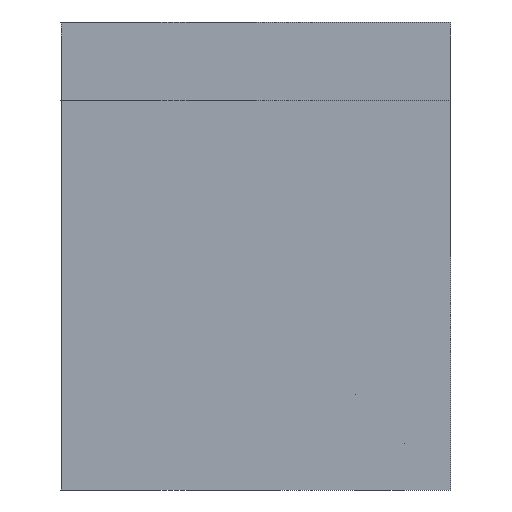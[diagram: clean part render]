
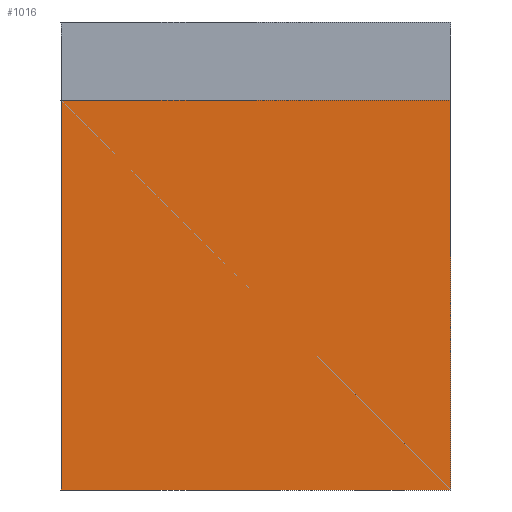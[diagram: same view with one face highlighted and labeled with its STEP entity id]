
A CAD part, front view. The second image highlights one B-rep face of the part: STEP entity #1016.
In plain terms, the highlighted planar face has unit normal (0, -1, 0).
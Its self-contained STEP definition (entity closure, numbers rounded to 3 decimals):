
#43 = PLANE('',#44);
#44 = AXIS2_PLACEMENT_3D('',#45,#46,#47);
#45 = CARTESIAN_POINT('',(-4.,2.5,-8.));
#46 = DIRECTION('',(0.,0.,-1.));
#47 = DIRECTION('',(0.,-1.,0.));
#68 = VERTEX_POINT('',#69);
#69 = CARTESIAN_POINT('',(4.,-2.5,-8.));
#83 = PLANE('',#84);
#84 = AXIS2_PLACEMENT_3D('',#85,#86,#87);
#85 = CARTESIAN_POINT('',(4.,-2.5,0.));
#86 = DIRECTION('',(1.,0.,0.));
#87 = DIRECTION('',(0.,0.,1.));
#95 = EDGE_CURVE('',#96,#68,#98,.T.);
#96 = VERTEX_POINT('',#97);
#97 = CARTESIAN_POINT('',(-4.,-2.5,-8.));
#98 = SURFACE_CURVE('',#99,(#103,#110),.PCURVE_S1.);
#99 = LINE('',#100,#101);
#100 = CARTESIAN_POINT('',(-4.,-2.5,-8.));
#101 = VECTOR('',#102,1.);
#102 = DIRECTION('',(1.,0.,0.));
#103 = PCURVE('',#43,#104);
#104 = DEFINITIONAL_REPRESENTATION('',(#105),#109);
#105 = LINE('',#106,#107);
#106 = CARTESIAN_POINT('',(5.,0.));
#107 = VECTOR('',#108,1.);
#108 = DIRECTION('',(0.,-1.));
#109 = ( GEOMETRIC_REPRESENTATION_CONTEXT(2) 
PARAMETRIC_REPRESENTATION_CONTEXT() REPRESENTATION_CONTEXT('2D SPACE',''
  ) );
#110 = PCURVE('',#111,#116);
#111 = PLANE('',#112);
#112 = AXIS2_PLACEMENT_3D('',#113,#114,#115);
#113 = CARTESIAN_POINT('',(-4.,-2.5,-8.));
#114 = DIRECTION('',(0.,-1.,0.));
#115 = DIRECTION('',(0.,0.,1.));
#116 = DEFINITIONAL_REPRESENTATION('',(#117),#121);
#117 = LINE('',#118,#119);
#118 = CARTESIAN_POINT('',(0.,0.));
#119 = VECTOR('',#120,1.);
#120 = DIRECTION('',(0.,-1.));
#121 = ( GEOMETRIC_REPRESENTATION_CONTEXT(2) 
PARAMETRIC_REPRESENTATION_CONTEXT() REPRESENTATION_CONTEXT('2D SPACE',''
  ) );
#137 = PLANE('',#138);
#138 = AXIS2_PLACEMENT_3D('',#139,#140,#141);
#139 = CARTESIAN_POINT('',(-4.,-2.5,0.));
#140 = DIRECTION('',(1.,0.,0.));
#141 = DIRECTION('',(0.,0.,1.));
#913 = VERTEX_POINT('',#914);
#914 = CARTESIAN_POINT('',(-4.,-2.5,0.));
#940 = EDGE_CURVE('',#96,#913,#941,.T.);
#941 = SURFACE_CURVE('',#942,(#946,#953),.PCURVE_S1.);
#942 = LINE('',#943,#944);
#943 = CARTESIAN_POINT('',(-4.,-2.5,-8.));
#944 = VECTOR('',#945,1.);
#945 = DIRECTION('',(0.,0.,1.));
#946 = PCURVE('',#137,#947);
#947 = DEFINITIONAL_REPRESENTATION('',(#948),#952);
#948 = LINE('',#949,#950);
#949 = CARTESIAN_POINT('',(-8.,0.));
#950 = VECTOR('',#951,1.);
#951 = DIRECTION('',(1.,0.));
#952 = ( GEOMETRIC_REPRESENTATION_CONTEXT(2) 
PARAMETRIC_REPRESENTATION_CONTEXT() REPRESENTATION_CONTEXT('2D SPACE',''
  ) );
#953 = PCURVE('',#111,#954);
#954 = DEFINITIONAL_REPRESENTATION('',(#955),#959);
#955 = LINE('',#956,#957);
#956 = CARTESIAN_POINT('',(0.,0.));
#957 = VECTOR('',#958,1.);
#958 = DIRECTION('',(1.,0.));
#959 = ( GEOMETRIC_REPRESENTATION_CONTEXT(2) 
PARAMETRIC_REPRESENTATION_CONTEXT() REPRESENTATION_CONTEXT('2D SPACE',''
  ) );
#967 = VERTEX_POINT('',#968);
#968 = CARTESIAN_POINT('',(4.,-2.5,0.));
#994 = EDGE_CURVE('',#68,#967,#995,.T.);
#995 = SURFACE_CURVE('',#996,(#1000,#1007),.PCURVE_S1.);
#996 = LINE('',#997,#998);
#997 = CARTESIAN_POINT('',(4.,-2.5,-8.));
#998 = VECTOR('',#999,1.);
#999 = DIRECTION('',(0.,0.,1.));
#1000 = PCURVE('',#83,#1001);
#1001 = DEFINITIONAL_REPRESENTATION('',(#1002),#1006);
#1002 = LINE('',#1003,#1004);
#1003 = CARTESIAN_POINT('',(-8.,0.));
#1004 = VECTOR('',#1005,1.);
#1005 = DIRECTION('',(1.,0.));
#1006 = ( GEOMETRIC_REPRESENTATION_CONTEXT(2) 
PARAMETRIC_REPRESENTATION_CONTEXT() REPRESENTATION_CONTEXT('2D SPACE',''
  ) );
#1007 = PCURVE('',#111,#1008);
#1008 = DEFINITIONAL_REPRESENTATION('',(#1009),#1013);
#1009 = LINE('',#1010,#1011);
#1010 = CARTESIAN_POINT('',(0.,-8.));
#1011 = VECTOR('',#1012,1.);
#1012 = DIRECTION('',(1.,0.));
#1013 = ( GEOMETRIC_REPRESENTATION_CONTEXT(2) 
PARAMETRIC_REPRESENTATION_CONTEXT() REPRESENTATION_CONTEXT('2D SPACE',''
  ) );
#1016 = ADVANCED_FACE('',(#1017),#111,.T.);
#1017 = FACE_BOUND('',#1018,.T.);
#1018 = EDGE_LOOP('',(#1019,#1020,#1021,#1047));
#1019 = ORIENTED_EDGE('',*,*,#95,.T.);
#1020 = ORIENTED_EDGE('',*,*,#994,.T.);
#1021 = ORIENTED_EDGE('',*,*,#1022,.F.);
#1022 = EDGE_CURVE('',#913,#967,#1023,.T.);
#1023 = SURFACE_CURVE('',#1024,(#1028,#1035),.PCURVE_S1.);
#1024 = LINE('',#1025,#1026);
#1025 = CARTESIAN_POINT('',(-4.,-2.5,0.));
#1026 = VECTOR('',#1027,1.);
#1027 = DIRECTION('',(1.,0.,0.));
#1028 = PCURVE('',#111,#1029);
#1029 = DEFINITIONAL_REPRESENTATION('',(#1030),#1034);
#1030 = LINE('',#1031,#1032);
#1031 = CARTESIAN_POINT('',(8.,0.));
#1032 = VECTOR('',#1033,1.);
#1033 = DIRECTION('',(0.,-1.));
#1034 = ( GEOMETRIC_REPRESENTATION_CONTEXT(2) 
PARAMETRIC_REPRESENTATION_CONTEXT() REPRESENTATION_CONTEXT('2D SPACE',''
  ) );
#1035 = PCURVE('',#1036,#1041);
#1036 = PLANE('',#1037);
#1037 = AXIS2_PLACEMENT_3D('',#1038,#1039,#1040);
#1038 = CARTESIAN_POINT('',(-4.,7.5,0.));
#1039 = DIRECTION('',(0.,0.,-1.));
#1040 = DIRECTION('',(0.,-1.,0.));
#1041 = DEFINITIONAL_REPRESENTATION('',(#1042),#1046);
#1042 = LINE('',#1043,#1044);
#1043 = CARTESIAN_POINT('',(10.,0.));
#1044 = VECTOR('',#1045,1.);
#1045 = DIRECTION('',(0.,-1.));
#1046 = ( GEOMETRIC_REPRESENTATION_CONTEXT(2) 
PARAMETRIC_REPRESENTATION_CONTEXT() REPRESENTATION_CONTEXT('2D SPACE',''
  ) );
#1047 = ORIENTED_EDGE('',*,*,#940,.F.);
